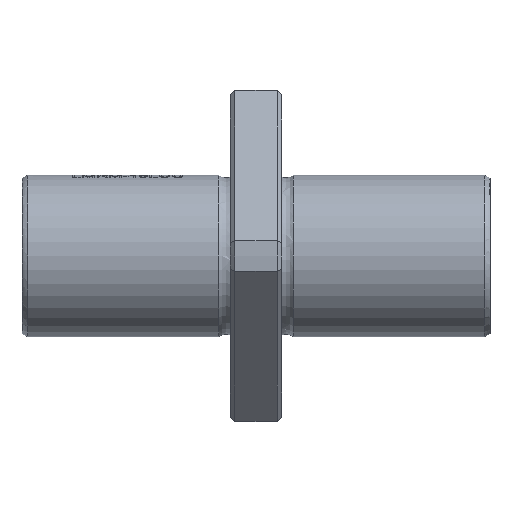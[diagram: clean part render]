
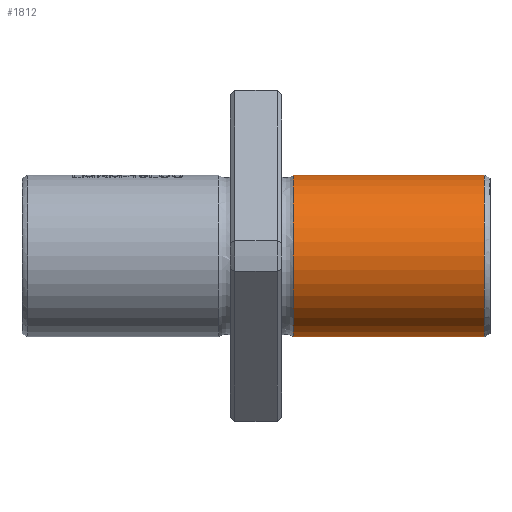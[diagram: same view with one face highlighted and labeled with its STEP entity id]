
A CAD part, front view. The second image highlights one B-rep face of the part: STEP entity #1812.
In plain terms, the highlighted cylindrical face has radius 9.5 mm (diameter 19 mm), a full revolution.
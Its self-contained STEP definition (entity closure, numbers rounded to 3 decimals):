
#198=CYLINDRICAL_SURFACE('',#7613,9.5);
#599=FACE_BOUND('',#2668,.T.);
#600=FACE_BOUND('',#2669,.T.);
#1812=ADVANCED_FACE('',(#599,#600),#198,.T.);
#2668=EDGE_LOOP('',(#3534));
#2669=EDGE_LOOP('',(#3535));
#3116=CIRCLE('',#7606,9.5);
#3117=CIRCLE('',#7612,9.5);
#3534=ORIENTED_EDGE('',*,*,#6318,.T.);
#3535=ORIENTED_EDGE('',*,*,#6327,.F.);
#5599=VERTEX_POINT('',#11299);
#5608=VERTEX_POINT('',#11394);
#6318=EDGE_CURVE('',#5599,#5599,#3116,.T.);
#6327=EDGE_CURVE('',#5608,#5608,#3117,.T.);
#7606=AXIS2_PLACEMENT_3D('',#11298,#8262,#8263);
#7612=AXIS2_PLACEMENT_3D('',#11393,#8274,#8275);
#7613=AXIS2_PLACEMENT_3D('',#11395,#8276,#8277);
#8262=DIRECTION('',(-1.,0.,0.));
#8263=DIRECTION('',(0.,0.,1.));
#8274=DIRECTION('',(-1.,0.,0.));
#8275=DIRECTION('',(0.,0.,1.));
#8276=DIRECTION('',(1.,0.,0.));
#8277=DIRECTION('',(0.,0.,-1.));
#11298=CARTESIAN_POINT('',(29.804,0.,0.));
#11299=CARTESIAN_POINT('',(29.804,0.,9.5));
#11393=CARTESIAN_POINT('',(7.4,0.,0.));
#11394=CARTESIAN_POINT('',(7.4,0.,9.5));
#11395=CARTESIAN_POINT('',(7.4,0.,0.));
